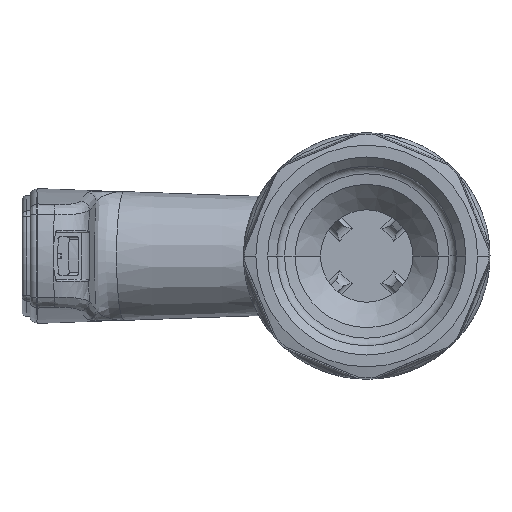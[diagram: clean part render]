
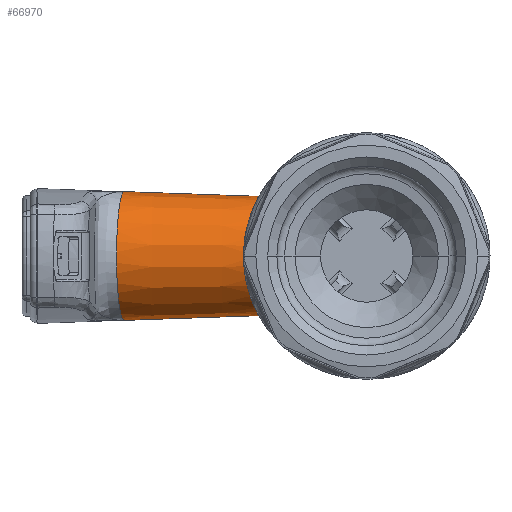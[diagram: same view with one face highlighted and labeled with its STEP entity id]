
A CAD part, left-side view. The second image highlights one B-rep face of the part: STEP entity #66970.
In plain terms, the highlighted conical face has half-angle 2 degrees and reference radius 13.462 mm.
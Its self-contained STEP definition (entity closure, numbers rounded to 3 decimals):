
#44988=CARTESIAN_POINT('',(0.,23.6,0.));
#44989=DIRECTION('',(0.,-1.,0.));
#44990=DIRECTION('',(0.,0.,1.));
#44991=AXIS2_PLACEMENT_3D('',#44988,#44989,#44990);
#45034=DIRECTION('',(0.,-0.999,-0.035));
#45035=VECTOR('',#45034,28.935);
#45036=CARTESIAN_POINT('',(0.,52.517,
13.938));
#45037=LINE('',#45036,#45035);
#45038=DIRECTION('',(0.,-0.999,0.035));
#45039=VECTOR('',#45038,28.935);
#45040=CARTESIAN_POINT('',(0.,52.517,
-13.938));
#45041=LINE('',#45040,#45039);
#45078=CARTESIAN_POINT('',(0.,52.517,
13.938));
#45079=CARTESIAN_POINT('',(-0.213,52.543,
13.939));
#45080=CARTESIAN_POINT('',(-0.639,52.593,
13.931));
#45081=CARTESIAN_POINT('',(-1.277,52.669,
13.89));
#45082=CARTESIAN_POINT('',(-1.912,52.745,
13.819));
#45083=CARTESIAN_POINT('',(-2.543,52.82,
13.72));
#45084=CARTESIAN_POINT('',(-3.169,52.894,
13.592));
#45085=CARTESIAN_POINT('',(-3.789,52.968,
13.435));
#45086=CARTESIAN_POINT('',(-4.4,53.04,
13.25));
#45087=CARTESIAN_POINT('',(-5.002,53.112,
13.037));
#45088=CARTESIAN_POINT('',(-5.594,53.182,
12.797));
#45089=CARTESIAN_POINT('',(-6.174,53.251,
12.53));
#45090=CARTESIAN_POINT('',(-6.741,53.318,
12.237));
#45091=CARTESIAN_POINT('',(-7.293,53.384,
11.919));
#45092=CARTESIAN_POINT('',(-7.831,53.448,
11.576));
#45093=CARTESIAN_POINT('',(-8.352,53.509,
11.208));
#45094=CARTESIAN_POINT('',(-8.855,53.569,
10.818));
#45095=CARTESIAN_POINT('',(-9.34,53.627,
10.405));
#45096=CARTESIAN_POINT('',(-9.805,53.682,
9.97));
#45097=CARTESIAN_POINT('',(-10.25,53.735,
9.515));
#45098=CARTESIAN_POINT('',(-10.673,53.785,
9.04));
#45099=CARTESIAN_POINT('',(-11.074,53.832,
8.547));
#45100=CARTESIAN_POINT('',(-11.452,53.877,
8.036));
#45101=CARTESIAN_POINT('',(-11.807,53.919,
7.508));
#45102=CARTESIAN_POINT('',(-12.136,53.958,
6.966));
#45103=CARTESIAN_POINT('',(-12.441,53.995,
6.408));
#45104=CARTESIAN_POINT('',(-12.72,54.028,
5.838));
#45105=CARTESIAN_POINT('',(-12.972,54.058,
5.256));
#45106=CARTESIAN_POINT('',(-13.198,54.084,
4.663));
#45107=CARTESIAN_POINT('',(-13.397,54.108,
4.061));
#45108=CARTESIAN_POINT('',(-13.567,54.128,
3.45));
#45109=CARTESIAN_POINT('',(-13.71,54.145,
2.832));
#45110=CARTESIAN_POINT('',(-13.825,54.159,
2.209));
#45111=CARTESIAN_POINT('',(-13.911,54.169,
1.581));
#45112=CARTESIAN_POINT('',(-13.969,54.176,
0.95));
#45113=CARTESIAN_POINT('',(-13.997,54.179,
0.317));
#45114=CARTESIAN_POINT('',(-13.997,54.179,
-0.317));
#45115=CARTESIAN_POINT('',(-13.969,54.176,
-0.95));
#45116=CARTESIAN_POINT('',(-13.911,54.169,
-1.581));
#45117=CARTESIAN_POINT('',(-13.825,54.159,
-2.209));
#45118=CARTESIAN_POINT('',(-13.71,54.145,
-2.832));
#45119=CARTESIAN_POINT('',(-13.567,54.128,
-3.45));
#45120=CARTESIAN_POINT('',(-13.397,54.108,
-4.061));
#45121=CARTESIAN_POINT('',(-13.198,54.084,
-4.663));
#45122=CARTESIAN_POINT('',(-12.972,54.058,
-5.256));
#45123=CARTESIAN_POINT('',(-12.72,54.028,
-5.838));
#45124=CARTESIAN_POINT('',(-12.441,53.995,
-6.408));
#45125=CARTESIAN_POINT('',(-12.136,53.958,
-6.966));
#45126=CARTESIAN_POINT('',(-11.807,53.919,
-7.508));
#45127=CARTESIAN_POINT('',(-11.452,53.877,
-8.036));
#45128=CARTESIAN_POINT('',(-11.074,53.832,
-8.547));
#45129=CARTESIAN_POINT('',(-10.673,53.785,
-9.04));
#45130=CARTESIAN_POINT('',(-10.25,53.735,
-9.515));
#45131=CARTESIAN_POINT('',(-9.805,53.682,
-9.97));
#45132=CARTESIAN_POINT('',(-9.34,53.627,
-10.405));
#45133=CARTESIAN_POINT('',(-8.855,53.569,
-10.818));
#45134=CARTESIAN_POINT('',(-8.352,53.509,
-11.208));
#45135=CARTESIAN_POINT('',(-7.831,53.448,
-11.576));
#45136=CARTESIAN_POINT('',(-7.293,53.384,
-11.919));
#45137=CARTESIAN_POINT('',(-6.741,53.318,
-12.237));
#45138=CARTESIAN_POINT('',(-6.174,53.251,
-12.53));
#45139=CARTESIAN_POINT('',(-5.594,53.182,
-12.797));
#45140=CARTESIAN_POINT('',(-5.002,53.112,
-13.037));
#45141=CARTESIAN_POINT('',(-4.4,53.04,
-13.25));
#45142=CARTESIAN_POINT('',(-3.789,52.968,
-13.435));
#45143=CARTESIAN_POINT('',(-3.169,52.894,
-13.592));
#45144=CARTESIAN_POINT('',(-2.543,52.82,
-13.72));
#45145=CARTESIAN_POINT('',(-1.912,52.745,
-13.819));
#45146=CARTESIAN_POINT('',(-1.277,52.669,
-13.89));
#45147=CARTESIAN_POINT('',(-0.639,52.593,
-13.931));
#45148=CARTESIAN_POINT('',(-0.213,52.543,
-13.939));
#45149=CARTESIAN_POINT('',(0.,52.517,
-13.938));
#45777=CARTESIAN_POINT('',(0.,52.517,
13.938));
#45848=CARTESIAN_POINT('',(0.,52.517,
-13.938));
#59628=CARTESIAN_POINT('',(0.,23.6,12.928));
#59629=CARTESIAN_POINT('',(0.,23.6,-12.928));
#59630=VERTEX_POINT('',#59628);
#59631=VERTEX_POINT('',#59629);
#59632=VERTEX_POINT('',#45777);
#59633=VERTEX_POINT('',#45848);
#66956=CARTESIAN_POINT('',(0.,38.89,0.));
#66957=DIRECTION('',(0.,1.,0.));
#66958=DIRECTION('',(0.,0.,-1.));
#66959=AXIS2_PLACEMENT_3D('',#66956,#66957,#66958);
#66960=CONICAL_SURFACE('',#66959,13.462,2.);
#66962=ORIENTED_EDGE('',*,*,#66961,.F.);
#66964=ORIENTED_EDGE('',*,*,#66963,.T.);
#66965=ORIENTED_EDGE('',*,*,#66939,.T.);
#66967=ORIENTED_EDGE('',*,*,#66966,.F.);
#66968=EDGE_LOOP('',(#66962,#66964,#66965,#66967));
#66969=FACE_OUTER_BOUND('',#66968,.F.);
#66970=ADVANCED_FACE('',(#66969),#66960,.T.);
#44992=CIRCLE('',#44991,12.928);
#45150=B_SPLINE_CURVE_WITH_KNOTS('',3,(#45078,#45079,#45080,#45081,#45082,
#45083,#45084,#45085,#45086,#45087,#45088,#45089,#45090,#45091,#45092,#45093,
#45094,#45095,#45096,#45097,#45098,#45099,#45100,#45101,#45102,#45103,#45104,
#45105,#45106,#45107,#45108,#45109,#45110,#45111,#45112,#45113,#45114,#45115,
#45116,#45117,#45118,#45119,#45120,#45121,#45122,#45123,#45124,#45125,#45126,
#45127,#45128,#45129,#45130,#45131,#45132,#45133,#45134,#45135,#45136,#45137,
#45138,#45139,#45140,#45141,#45142,#45143,#45144,#45145,#45146,#45147,#45148,
#45149),.UNSPECIFIED.,.F.,.F.,(4,1,1,1,1,1,1,1,1,1,1,1,1,1,1,1,1,1,1,1,1,1,1,1,
1,1,1,1,1,1,1,1,1,1,1,1,1,1,1,1,1,1,1,1,1,1,1,1,1,1,1,1,1,1,1,1,1,1,1,1,1,1,1,1,
1,1,1,1,1,4),(0.,0.014,0.029,0.043,
0.058,0.072,0.087,0.101,
0.116,0.13,0.145,0.159,
0.174,0.188,0.203,0.217,
0.232,0.246,0.261,0.275,
0.29,0.304,0.319,0.333,
0.348,0.362,0.377,0.391,
0.406,0.42,0.435,0.449,
0.464,0.478,0.493,0.507,
0.522,0.536,0.551,0.565,
0.58,0.594,0.609,0.623,
0.638,0.652,0.667,0.681,
0.696,0.71,0.725,0.739,
0.754,0.768,0.783,0.797,
0.812,0.826,0.841,0.855,
0.87,0.884,0.899,0.913,
0.928,0.942,0.957,0.971,
0.986,1.),.UNSPECIFIED.);
#66939=EDGE_CURVE('',#59630,#59631,#44992,.T.);
#66961=EDGE_CURVE('',#59632,#59633,#45150,.T.);
#66963=EDGE_CURVE('',#59632,#59630,#45037,.T.);
#66966=EDGE_CURVE('',#59633,#59631,#45041,.T.);
